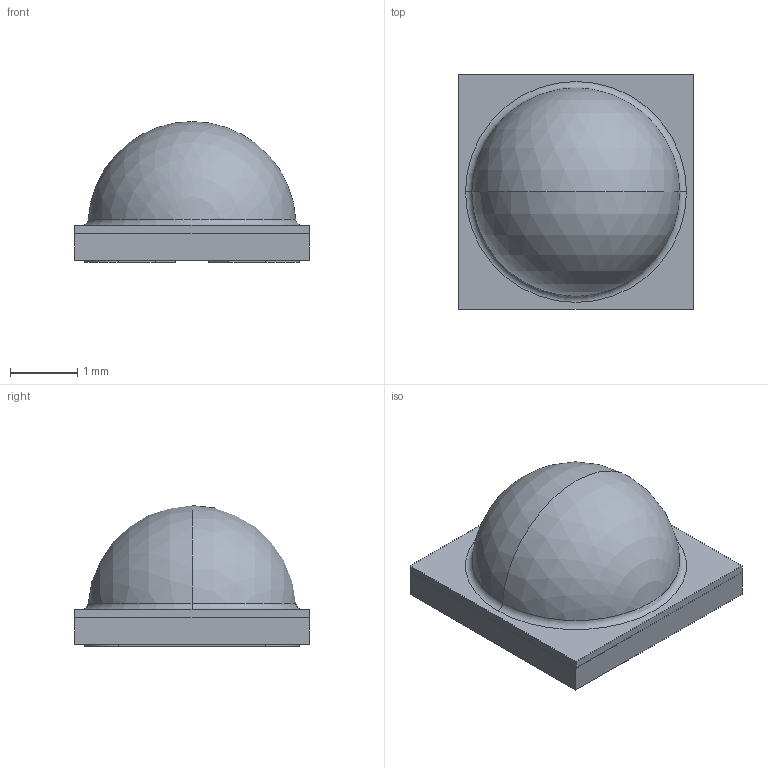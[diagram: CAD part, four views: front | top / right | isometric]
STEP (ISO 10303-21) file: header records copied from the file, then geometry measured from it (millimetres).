
FILE_DESCRIPTION (( 'STEP AP214' ), '1' );
FILE_NAME ('NVSW309A.STEP', '2016-09-13T05:43:20', ( '' ), ( '' ), 'SwSTEP 2.0', 'SolidWorks 2013', '' );
FILE_SCHEMA (( 'AUTOMOTIVE_DESIGN' ));
Length unit declared in the file: millimetre
Products named in the file (3): NVSW309A; Part2; part1
Assembly tree (2 placements, depth 2):
  NVSW309A
    Part2
    part1
Bounding box: 3.5 x 3.5 x 2.1 mm (x, y, z)
Volume: 14.4 mm3; surface area: 63.9 mm2
Topology: 2 solids, 2 shells, 34 faces, 80 edges, 53 vertices
Faces by surface type: plane 26, cylinder 4, sphere 2, torus 2
Entity records: 1082 total; most frequent: DIRECTION 174, CARTESIAN_POINT 172, ORIENTED_EDGE 160, EDGE_CURVE 80, VECTOR 64, LINE 64, AXIS2_PLACEMENT_3D 55, VERTEX_POINT 53
